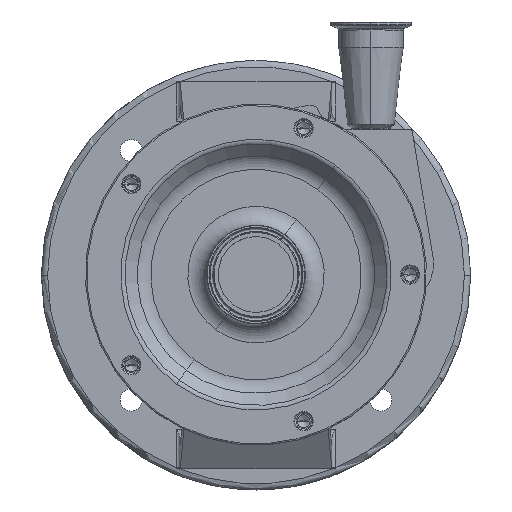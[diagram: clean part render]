
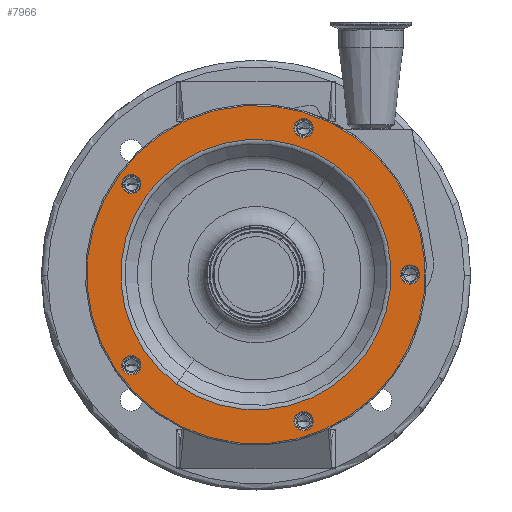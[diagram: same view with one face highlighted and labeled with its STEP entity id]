
A CAD part, top view. The second image highlights one B-rep face of the part: STEP entity #7966.
In plain terms, the highlighted planar face has unit normal (0, 0, 1).
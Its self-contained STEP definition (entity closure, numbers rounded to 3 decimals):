
#27 = CARTESIAN_POINT ( 'NONE',  ( 0., 0., 81. ) ) ;
#258 = EDGE_CURVE ( 'NONE', #3646, #1159, #2779, .T. ) ;
#338 = VERTEX_POINT ( 'NONE', #7570 ) ;
#340 = AXIS2_PLACEMENT_3D ( 'NONE', #11079, #4525, #8581 ) ;
#361 = DIRECTION ( 'NONE',  ( -0.588, -0.809, 0. ) ) ;
#428 = VERTEX_POINT ( 'NONE', #1211 ) ;
#437 = DIRECTION ( 'NONE',  ( 0., 0., -1. ) ) ;
#473 = CARTESIAN_POINT ( 'NONE',  ( 122., 0., 81. ) ) ;
#501 = FACE_BOUND ( 'NONE', #624, .T. ) ;
#566 = DIRECTION ( 'NONE',  ( 0., 0., -1. ) ) ;
#597 = AXIS2_PLACEMENT_3D ( 'NONE', #10492, #8435, #9421 ) ;
#624 = EDGE_LOOP ( 'NONE', ( #3724, #5073 ) ) ;
#627 = EDGE_CURVE ( 'NONE', #8658, #338, #5784, .T. ) ;
#678 = CIRCLE ( 'NONE', #2468, 107.071 ) ;
#949 = ORIENTED_EDGE ( 'NONE', *, *, #6243, .F. ) ;
#1001 = CIRCLE ( 'NONE', #597, 7.644 ) ;
#1107 = CARTESIAN_POINT ( 'NONE',  ( -78.763, -108.408, 81. ) ) ;
#1146 = EDGE_CURVE ( 'NONE', #6146, #1914, #10488, .T. ) ;
#1159 = VERTEX_POINT ( 'NONE', #10045 ) ;
#1211 = CARTESIAN_POINT ( 'NONE',  ( -94.207, -65.526, 81. ) ) ;
#1332 = EDGE_LOOP ( 'NONE', ( #3009, #2577 ) ) ;
#1442 = EDGE_CURVE ( 'NONE', #1914, #6146, #11294, .T. ) ;
#1600 = AXIS2_PLACEMENT_3D ( 'NONE', #10724, #7854, #361 ) ;
#1808 = CARTESIAN_POINT ( 'NONE',  ( 126.493, 6.184, 81. ) ) ;
#1914 = VERTEX_POINT ( 'NONE', #5023 ) ;
#2138 = DIRECTION ( 'NONE',  ( 0., 0., -1. ) ) ;
#2345 = EDGE_CURVE ( 'NONE', #4799, #4299, #8539, .T. ) ;
#2357 = FACE_BOUND ( 'NONE', #10263, .T. ) ;
#2468 = AXIS2_PLACEMENT_3D ( 'NONE', #10012, #10965, #8221 ) ;
#2497 = DIRECTION ( 'NONE',  ( -0.588, -0.809, 0. ) ) ;
#2526 = EDGE_CURVE ( 'NONE', #338, #8658, #4351, .T. ) ;
#2558 = CARTESIAN_POINT ( 'NONE',  ( 0., 0., 81. ) ) ;
#2574 = CARTESIAN_POINT ( 'NONE',  ( 0., 0., 81. ) ) ;
#2577 = ORIENTED_EDGE ( 'NONE', *, *, #1442, .T. ) ;
#2709 = CARTESIAN_POINT ( 'NONE',  ( 37.7, 116.029, 81. ) ) ;
#2779 = CIRCLE ( 'NONE', #6550, 107.071 ) ;
#2886 = CARTESIAN_POINT ( 'NONE',  ( -62.935, -86.622, 81. ) ) ;
#3009 = ORIENTED_EDGE ( 'NONE', *, *, #1146, .T. ) ;
#3060 = AXIS2_PLACEMENT_3D ( 'NONE', #10029, #6477, #7356 ) ;
#3148 = VERTEX_POINT ( 'NONE', #3696 ) ;
#3202 = DIRECTION ( 'NONE',  ( -0.588, -0.809, 0. ) ) ;
#3240 = DIRECTION ( 'NONE',  ( 0., 0., -1. ) ) ;
#3298 = CARTESIAN_POINT ( 'NONE',  ( -94.207, 77.894, 81. ) ) ;
#3299 = DIRECTION ( 'NONE',  ( 0., 0., -1. ) ) ;
#3322 = AXIS2_PLACEMENT_3D ( 'NONE', #473, #4275, #5268 ) ;
#3430 = CARTESIAN_POINT ( 'NONE',  ( -108.408, 78.763, 81. ) ) ;
#3646 = VERTEX_POINT ( 'NONE', #2886 ) ;
#3692 = AXIS2_PLACEMENT_3D ( 'NONE', #4486, #437, #2497 ) ;
#3696 = CARTESIAN_POINT ( 'NONE',  ( -103.193, -77.894, 81. ) ) ;
#3721 = VERTEX_POINT ( 'NONE', #9419 ) ;
#3724 = ORIENTED_EDGE ( 'NONE', *, *, #5698, .T. ) ;
#3800 = CARTESIAN_POINT ( 'NONE',  ( 33.207, -122.213, 81. ) ) ;
#4181 = DIRECTION ( 'NONE',  ( -0.588, -0.809, 0. ) ) ;
#4203 = DIRECTION ( 'NONE',  ( 0., 0., -1. ) ) ;
#4262 = ORIENTED_EDGE ( 'NONE', *, *, #9738, .T. ) ;
#4275 = DIRECTION ( 'NONE',  ( 0., 0., -1. ) ) ;
#4299 = VERTEX_POINT ( 'NONE', #1107 ) ;
#4351 = CIRCLE ( 'NONE', #12091, 7.644 ) ;
#4363 = DIRECTION ( 'NONE',  ( -0.588, -0.809, 0. ) ) ;
#4486 = CARTESIAN_POINT ( 'NONE',  ( 37.7, -116.029, 81. ) ) ;
#4525 = DIRECTION ( 'NONE',  ( 0., 0., -1. ) ) ;
#4561 = DIRECTION ( 'NONE',  ( 0., 0., -1. ) ) ;
#4634 = EDGE_CURVE ( 'NONE', #7566, #6643, #7167, .T. ) ;
#4661 = EDGE_CURVE ( 'NONE', #3148, #428, #1001, .T. ) ;
#4799 = VERTEX_POINT ( 'NONE', #9618 ) ;
#4949 = DIRECTION ( 'NONE',  ( -0.588, -0.809, 0. ) ) ;
#5023 = CARTESIAN_POINT ( 'NONE',  ( 117.507, -6.184, 81. ) ) ;
#5073 = ORIENTED_EDGE ( 'NONE', *, *, #4661, .T. ) ;
#5091 = ORIENTED_EDGE ( 'NONE', *, *, #627, .T. ) ;
#5178 = PLANE ( 'NONE',  #8477 ) ;
#5232 = FACE_BOUND ( 'NONE', #9849, .T. ) ;
#5268 = DIRECTION ( 'NONE',  ( -0.588, -0.809, 0. ) ) ;
#5424 = FACE_OUTER_BOUND ( 'NONE', #6196, .T. ) ;
#5581 = EDGE_CURVE ( 'NONE', #6643, #7566, #9017, .T. ) ;
#5698 = EDGE_CURVE ( 'NONE', #428, #3148, #7644, .T. ) ;
#5784 = CIRCLE ( 'NONE', #1600, 7.644 ) ;
#6146 = VERTEX_POINT ( 'NONE', #1808 ) ;
#6196 = EDGE_LOOP ( 'NONE', ( #949, #9990 ) ) ;
#6243 = EDGE_CURVE ( 'NONE', #4299, #4799, #10853, .T. ) ;
#6368 = AXIS2_PLACEMENT_3D ( 'NONE', #2709, #11420, #6566 ) ;
#6477 = DIRECTION ( 'NONE',  ( 0., 0., -1. ) ) ;
#6550 = AXIS2_PLACEMENT_3D ( 'NONE', #27, #2138, #4949 ) ;
#6566 = DIRECTION ( 'NONE',  ( -0.588, -0.809, 0. ) ) ;
#6643 = VERTEX_POINT ( 'NONE', #9117 ) ;
#6788 = ORIENTED_EDGE ( 'NONE', *, *, #4634, .T. ) ;
#6862 = ORIENTED_EDGE ( 'NONE', *, *, #5581, .T. ) ;
#6899 = CIRCLE ( 'NONE', #340, 7.644 ) ;
#7167 = CIRCLE ( 'NONE', #6368, 7.644 ) ;
#7356 = DIRECTION ( 'NONE',  ( -0.588, -0.809, 0. ) ) ;
#7507 = ORIENTED_EDGE ( 'NONE', *, *, #258, .T. ) ;
#7566 = VERTEX_POINT ( 'NONE', #9856 ) ;
#7570 = CARTESIAN_POINT ( 'NONE',  ( -103.193, 65.526, 81. ) ) ;
#7644 = CIRCLE ( 'NONE', #3060, 7.644 ) ;
#7854 = DIRECTION ( 'NONE',  ( 0., 0., -1. ) ) ;
#7894 = CIRCLE ( 'NONE', #3692, 7.644 ) ;
#7966 = ADVANCED_FACE ( 'NONE', ( #11104, #9106, #5232, #501, #2357, #5424, #10030 ), #5178, .F. ) ;
#7968 = EDGE_CURVE ( 'NONE', #3721, #8821, #7894, .T. ) ;
#8057 = EDGE_LOOP ( 'NONE', ( #7507, #11384 ) ) ;
#8221 = DIRECTION ( 'NONE',  ( -0.588, -0.809, 0. ) ) ;
#8435 = DIRECTION ( 'NONE',  ( 0., 0., -1. ) ) ;
#8477 = AXIS2_PLACEMENT_3D ( 'NONE', #3430, #566, #8977 ) ;
#8539 = CIRCLE ( 'NONE', #8744, 134. ) ;
#8581 = DIRECTION ( 'NONE',  ( -0.588, -0.809, 0. ) ) ;
#8658 = VERTEX_POINT ( 'NONE', #3298 ) ;
#8744 = AXIS2_PLACEMENT_3D ( 'NONE', #2574, #4561, #10992 ) ;
#8794 = CARTESIAN_POINT ( 'NONE',  ( 37.7, 116.029, 81. ) ) ;
#8821 = VERTEX_POINT ( 'NONE', #3800 ) ;
#8937 = ORIENTED_EDGE ( 'NONE', *, *, #2526, .T. ) ;
#8977 = DIRECTION ( 'NONE',  ( -0.588, -0.809, 0. ) ) ;
#9017 = CIRCLE ( 'NONE', #10216, 7.644 ) ;
#9106 = FACE_BOUND ( 'NONE', #1332, .T. ) ;
#9117 = CARTESIAN_POINT ( 'NONE',  ( 42.193, 122.213, 81. ) ) ;
#9357 = CARTESIAN_POINT ( 'NONE',  ( -98.7, 71.71, 81. ) ) ;
#9419 = CARTESIAN_POINT ( 'NONE',  ( 42.193, -109.845, 81. ) ) ;
#9421 = DIRECTION ( 'NONE',  ( -0.588, -0.809, 0. ) ) ;
#9618 = CARTESIAN_POINT ( 'NONE',  ( 78.763, 108.408, 81. ) ) ;
#9642 = EDGE_LOOP ( 'NONE', ( #6862, #6788 ) ) ;
#9738 = EDGE_CURVE ( 'NONE', #8821, #3721, #6899, .T. ) ;
#9849 = EDGE_LOOP ( 'NONE', ( #10680, #4262 ) ) ;
#9856 = CARTESIAN_POINT ( 'NONE',  ( 33.207, 109.845, 81. ) ) ;
#9906 = DIRECTION ( 'NONE',  ( -0.588, -0.809, 0. ) ) ;
#9984 = CARTESIAN_POINT ( 'NONE',  ( 122., 0., 81. ) ) ;
#9990 = ORIENTED_EDGE ( 'NONE', *, *, #2345, .F. ) ;
#10012 = CARTESIAN_POINT ( 'NONE',  ( 0., 0., 81. ) ) ;
#10029 = CARTESIAN_POINT ( 'NONE',  ( -98.7, -71.71, 81. ) ) ;
#10030 = FACE_BOUND ( 'NONE', #8057, .T. ) ;
#10045 = CARTESIAN_POINT ( 'NONE',  ( 62.935, 86.622, 81. ) ) ;
#10160 = DIRECTION ( 'NONE',  ( 0., 0., -1. ) ) ;
#10216 = AXIS2_PLACEMENT_3D ( 'NONE', #8794, #3299, #4181 ) ;
#10263 = EDGE_LOOP ( 'NONE', ( #5091, #8937 ) ) ;
#10488 = CIRCLE ( 'NONE', #10895, 7.644 ) ;
#10492 = CARTESIAN_POINT ( 'NONE',  ( -98.7, -71.71, 81. ) ) ;
#10680 = ORIENTED_EDGE ( 'NONE', *, *, #7968, .T. ) ;
#10724 = CARTESIAN_POINT ( 'NONE',  ( -98.7, 71.71, 81. ) ) ;
#10853 = CIRCLE ( 'NONE', #12005, 134. ) ;
#10895 = AXIS2_PLACEMENT_3D ( 'NONE', #9984, #4203, #3202 ) ;
#10965 = DIRECTION ( 'NONE',  ( 0., 0., -1. ) ) ;
#10992 = DIRECTION ( 'NONE',  ( -0.588, -0.809, 0. ) ) ;
#11079 = CARTESIAN_POINT ( 'NONE',  ( 37.7, -116.029, 81. ) ) ;
#11104 = FACE_BOUND ( 'NONE', #9642, .T. ) ;
#11294 = CIRCLE ( 'NONE', #3322, 7.644 ) ;
#11384 = ORIENTED_EDGE ( 'NONE', *, *, #11942, .T. ) ;
#11420 = DIRECTION ( 'NONE',  ( 0., 0., -1. ) ) ;
#11942 = EDGE_CURVE ( 'NONE', #1159, #3646, #678, .T. ) ;
#12005 = AXIS2_PLACEMENT_3D ( 'NONE', #2558, #10160, #4363 ) ;
#12091 = AXIS2_PLACEMENT_3D ( 'NONE', #9357, #3240, #9906 ) ;
